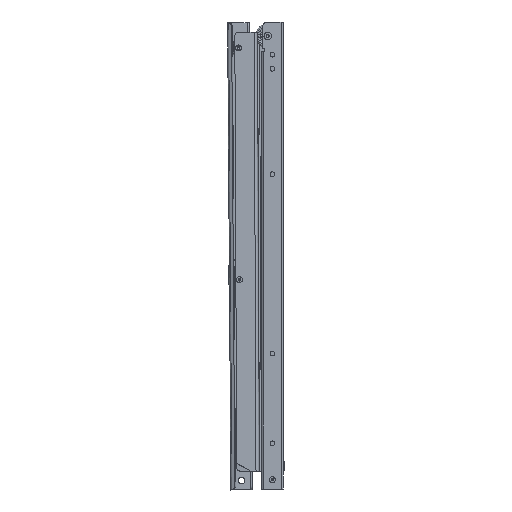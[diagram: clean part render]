
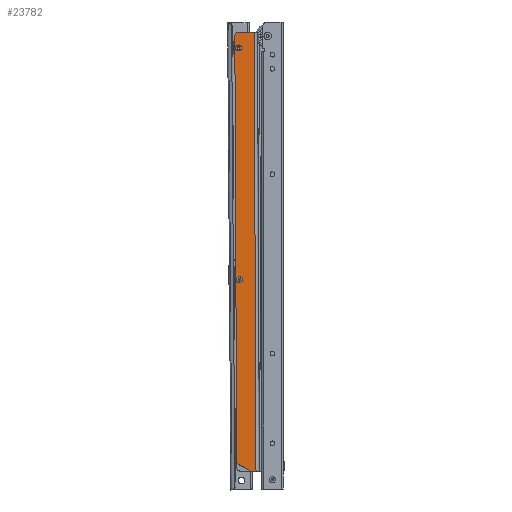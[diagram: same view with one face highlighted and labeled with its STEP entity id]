
A CAD part, left-side view. The second image highlights one B-rep face of the part: STEP entity #23782.
In plain terms, the highlighted planar face has unit normal (-1, 0, 0).
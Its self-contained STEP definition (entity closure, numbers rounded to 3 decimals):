
#1322 = CIRCLE ( 'NONE', #19646, 4. ) ;
#1328 = CARTESIAN_POINT ( 'NONE',  ( -7.5, 21.9, -470. ) ) ;
#1475 = CARTESIAN_POINT ( 'NONE',  ( -7.5, 6.783, -470. ) ) ;
#1548 = ORIENTED_EDGE ( 'NONE', *, *, #22807, .F. ) ;
#1933 = DIRECTION ( 'NONE',  ( 0., -1., 0. ) ) ;
#2115 = DIRECTION ( 'NONE',  ( 1., 0., 0. ) ) ;
#2982 = CIRCLE ( 'NONE', #30854, 3.2 ) ;
#3041 = CARTESIAN_POINT ( 'NONE',  ( -7.5, 1.225, 0. ) ) ;
#5046 = VERTEX_POINT ( 'NONE', #40099 ) ;
#5797 = VERTEX_POINT ( 'NONE', #1475 ) ;
#6425 = PLANE ( 'NONE',  #30625 ) ;
#6965 = EDGE_CURVE ( 'NONE', #27718, #13715, #37050, .T. ) ;
#7074 = ORIENTED_EDGE ( 'NONE', *, *, #45324, .T. ) ;
#7889 = CARTESIAN_POINT ( 'NONE',  ( -7.5, 21.9, -461.272 ) ) ;
#8407 = CARTESIAN_POINT ( 'NONE',  ( -7.5, 18.121, -463.454 ) ) ;
#9010 = EDGE_LOOP ( 'NONE', ( #38671, #16440 ) ) ;
#9570 = LINE ( 'NONE', #1328, #36988 ) ;
#10578 = CARTESIAN_POINT ( 'NONE',  ( -7.5, 21.9, -470. ) ) ;
#10980 = ORIENTED_EDGE ( 'NONE', *, *, #34958, .T. ) ;
#11223 = ORIENTED_EDGE ( 'NONE', *, *, #33492, .F. ) ;
#11428 = VECTOR ( 'NONE', #53986, 1000. ) ;
#11591 = EDGE_CURVE ( 'NONE', #5797, #32061, #20985, .T. ) ;
#12967 = CARTESIAN_POINT ( 'NONE',  ( -7.5, 18.1, -20.2 ) ) ;
#13252 = CARTESIAN_POINT ( 'NONE',  ( -7.5, 1.225, -470. ) ) ;
#13303 = LINE ( 'NONE', #33494, #11428 ) ;
#13589 = VERTEX_POINT ( 'NONE', #13252 ) ;
#13715 = VERTEX_POINT ( 'NONE', #47825 ) ;
#13908 = DIRECTION ( 'NONE',  ( 1., 0., 0. ) ) ;
#14589 = DIRECTION ( 'NONE',  ( 0., 0., 1. ) ) ;
#14884 = DIRECTION ( 'NONE',  ( -1., 0., 0. ) ) ;
#15975 = VERTEX_POINT ( 'NONE', #20786 ) ;
#16338 = ORIENTED_EDGE ( 'NONE', *, *, #11591, .F. ) ;
#16440 = ORIENTED_EDGE ( 'NONE', *, *, #42720, .T. ) ;
#17933 = AXIS2_PLACEMENT_3D ( 'NONE', #20262, #36903, #53521 ) ;
#18012 = EDGE_LOOP ( 'NONE', ( #16338, #38055, #35172, #1548, #35434, #11223 ) ) ;
#18233 = VECTOR ( 'NONE', #14589, 1000. ) ;
#18471 = EDGE_CURVE ( 'NONE', #13589, #44305, #35594, .T. ) ;
#19646 = AXIS2_PLACEMENT_3D ( 'NONE', #26576, #14884, #27124 ) ;
#20262 = CARTESIAN_POINT ( 'NONE',  ( -7.5, 18.1, -17. ) ) ;
#20786 = CARTESIAN_POINT ( 'NONE',  ( -7.5, 18.1, -13.8 ) ) ;
#20985 = LINE ( 'NONE', #8407, #34740 ) ;
#22540 = FACE_BOUND ( 'NONE', #9010, .T. ) ;
#22807 = EDGE_CURVE ( 'NONE', #5046, #44305, #13303, .T. ) ;
#22964 = DIRECTION ( 'NONE',  ( 0., -1., 0. ) ) ;
#23092 = CIRCLE ( 'NONE', #17933, 3.2 ) ;
#23202 = CARTESIAN_POINT ( 'NONE',  ( -7.5, 18.1, -265. ) ) ;
#23782 = ADVANCED_FACE ( 'NONE', ( #22540, #39259, #47961 ), #6425, .T. ) ;
#26333 = CIRCLE ( 'NONE', #32495, 3.2 ) ;
#26576 = CARTESIAN_POINT ( 'NONE',  ( -7.5, 17.9, -4. ) ) ;
#27036 = LINE ( 'NONE', #31122, #35292 ) ;
#27124 = DIRECTION ( 'NONE',  ( 0., -1., 0. ) ) ;
#27158 = DIRECTION ( 'NONE',  ( -1., 0., 0. ) ) ;
#27718 = VERTEX_POINT ( 'NONE', #52592 ) ;
#28053 = EDGE_CURVE ( 'NONE', #5046, #53739, #1322, .T. ) ;
#30625 = AXIS2_PLACEMENT_3D ( 'NONE', #10578, #27158, #43895 ) ;
#30854 = AXIS2_PLACEMENT_3D ( 'NONE', #39583, #2115, #31324 ) ;
#31122 = CARTESIAN_POINT ( 'NONE',  ( -7.5, 21.9, -470. ) ) ;
#31324 = DIRECTION ( 'NONE',  ( 0., -1., 0. ) ) ;
#32061 = VERTEX_POINT ( 'NONE', #7889 ) ;
#32166 = EDGE_LOOP ( 'NONE', ( #10980, #7074 ) ) ;
#32495 = AXIS2_PLACEMENT_3D ( 'NONE', #23202, #39112, #1933 ) ;
#33492 = EDGE_CURVE ( 'NONE', #32061, #53739, #9570, .T. ) ;
#33494 = CARTESIAN_POINT ( 'NONE',  ( -7.5, 21.9, 0. ) ) ;
#34740 = VECTOR ( 'NONE', #49926, 1000. ) ;
#34902 = EDGE_CURVE ( 'NONE', #5797, #13589, #27036, .T. ) ;
#34958 = EDGE_CURVE ( 'NONE', #15975, #35629, #23092, .T. ) ;
#35172 = ORIENTED_EDGE ( 'NONE', *, *, #18471, .T. ) ;
#35292 = VECTOR ( 'NONE', #22964, 1000. ) ;
#35434 = ORIENTED_EDGE ( 'NONE', *, *, #28053, .T. ) ;
#35594 = LINE ( 'NONE', #43856, #18233 ) ;
#35629 = VERTEX_POINT ( 'NONE', #12967 ) ;
#36903 = DIRECTION ( 'NONE',  ( 1., 0., 0. ) ) ;
#36988 = VECTOR ( 'NONE', #42914, 1000. ) ;
#37050 = CIRCLE ( 'NONE', #42325, 3.2 ) ;
#38055 = ORIENTED_EDGE ( 'NONE', *, *, #34902, .T. ) ;
#38671 = ORIENTED_EDGE ( 'NONE', *, *, #6965, .T. ) ;
#39112 = DIRECTION ( 'NONE',  ( 1., 0., 0. ) ) ;
#39259 = FACE_BOUND ( 'NONE', #32166, .T. ) ;
#39424 = CARTESIAN_POINT ( 'NONE',  ( -7.5, 21.9, -4. ) ) ;
#39583 = CARTESIAN_POINT ( 'NONE',  ( -7.5, 18.1, -17. ) ) ;
#39585 = DIRECTION ( 'NONE',  ( 0., -1., 0. ) ) ;
#40099 = CARTESIAN_POINT ( 'NONE',  ( -7.5, 17.9, 0. ) ) ;
#42325 = AXIS2_PLACEMENT_3D ( 'NONE', #51274, #13908, #39585 ) ;
#42720 = EDGE_CURVE ( 'NONE', #13715, #27718, #26333, .T. ) ;
#42914 = DIRECTION ( 'NONE',  ( 0., 0., 1. ) ) ;
#43856 = CARTESIAN_POINT ( 'NONE',  ( -7.5, 1.225, -470. ) ) ;
#43895 = DIRECTION ( 'NONE',  ( 0., -1., 0. ) ) ;
#44305 = VERTEX_POINT ( 'NONE', #3041 ) ;
#45324 = EDGE_CURVE ( 'NONE', #35629, #15975, #2982, .T. ) ;
#47825 = CARTESIAN_POINT ( 'NONE',  ( -7.5, 18.1, -268.2 ) ) ;
#47961 = FACE_OUTER_BOUND ( 'NONE', #18012, .T. ) ;
#49926 = DIRECTION ( 'NONE',  ( 0., 0.866, 0.5 ) ) ;
#51274 = CARTESIAN_POINT ( 'NONE',  ( -7.5, 18.1, -265. ) ) ;
#52592 = CARTESIAN_POINT ( 'NONE',  ( -7.5, 18.1, -261.8 ) ) ;
#53521 = DIRECTION ( 'NONE',  ( 0., -1., 0. ) ) ;
#53739 = VERTEX_POINT ( 'NONE', #39424 ) ;
#53986 = DIRECTION ( 'NONE',  ( 0., -1., 0. ) ) ;
